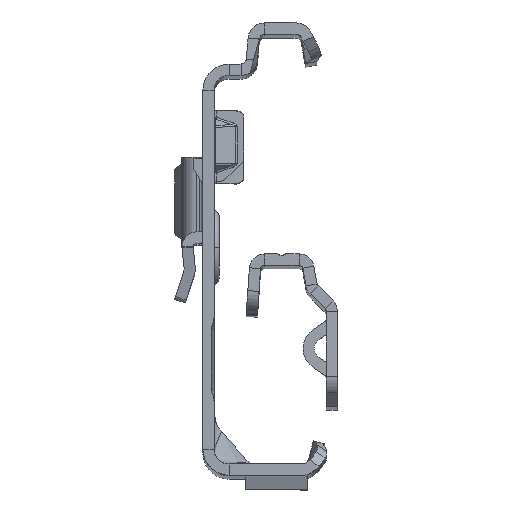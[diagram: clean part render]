
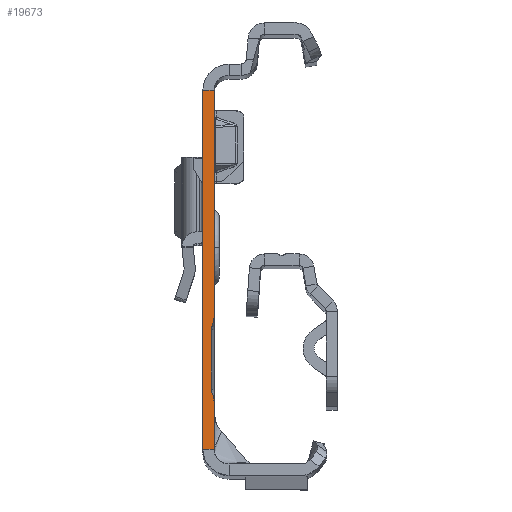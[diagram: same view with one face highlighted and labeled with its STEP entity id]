
A CAD part, top view. The second image highlights one B-rep face of the part: STEP entity #19673.
In plain terms, the highlighted planar face has unit normal (0, 0, 1).
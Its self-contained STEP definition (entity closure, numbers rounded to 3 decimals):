
#60 = AXIS2_PLACEMENT_3D ( 'NONE', #25449, #8469, #25329 ) ;
#200 = CARTESIAN_POINT ( 'NONE',  ( 0., -25.865, 0. ) ) ;
#396 = CARTESIAN_POINT ( 'NONE',  ( 0.6, -17.865, 0. ) ) ;
#537 = CIRCLE ( 'NONE', #60, 2.5 ) ;
#592 = EDGE_CURVE ( 'NONE', #15529, #21856, #8341, .T. ) ;
#780 = CARTESIAN_POINT ( 'NONE',  ( -0.234, -9.288, 0. ) ) ;
#796 = DIRECTION ( 'NONE',  ( 0., 0., 1. ) ) ;
#1005 = ORIENTED_EDGE ( 'NONE', *, *, #14874, .T. ) ;
#1490 = ORIENTED_EDGE ( 'NONE', *, *, #8094, .F. ) ;
#1827 = VECTOR ( 'NONE', #17811, 1000. ) ;
#1859 = CARTESIAN_POINT ( 'NONE',  ( -1.5, -25.865, 0. ) ) ;
#2856 = DIRECTION ( 'NONE',  ( 0., -1., 0. ) ) ;
#3055 = ORIENTED_EDGE ( 'NONE', *, *, #20168, .F. ) ;
#3276 = CARTESIAN_POINT ( 'NONE',  ( 0., -8.231, 0. ) ) ;
#3460 = EDGE_CURVE ( 'NONE', #26258, #11764, #21451, .T. ) ;
#3672 = VERTEX_POINT ( 'NONE', #18470 ) ;
#3908 = CARTESIAN_POINT ( 'NONE',  ( 0., -25.865, 0. ) ) ;
#4020 = VECTOR ( 'NONE', #17342, 1000. ) ;
#4411 = EDGE_CURVE ( 'NONE', #17024, #13667, #16543, .T. ) ;
#5167 = LINE ( 'NONE', #9082, #4020 ) ;
#6192 = EDGE_CURVE ( 'NONE', #8870, #10728, #25088, .T. ) ;
#6725 = VERTEX_POINT ( 'NONE', #11816 ) ;
#7072 = VECTOR ( 'NONE', #21710, 1000. ) ;
#7260 = ORIENTED_EDGE ( 'NONE', *, *, #15559, .F. ) ;
#7600 = CARTESIAN_POINT ( 'NONE',  ( -0.234, -9.288, 0. ) ) ;
#7961 = DIRECTION ( 'NONE',  ( 0., 0., -1. ) ) ;
#8094 = EDGE_CURVE ( 'NONE', #11764, #3672, #14839, .T. ) ;
#8311 = CARTESIAN_POINT ( 'NONE',  ( -1.5, 24.135, 0. ) ) ;
#8341 = CIRCLE ( 'NONE', #20921, 2.5 ) ;
#8469 = DIRECTION ( 'NONE',  ( 0., 0., -1. ) ) ;
#8767 = AXIS2_PLACEMENT_3D ( 'NONE', #15399, #11737, #19443 ) ;
#8870 = VERTEX_POINT ( 'NONE', #13404 ) ;
#9082 = CARTESIAN_POINT ( 'NONE',  ( -0.234, -18.442, 0. ) ) ;
#9288 = LINE ( 'NONE', #25762, #7072 ) ;
#9376 = DIRECTION ( 'NONE',  ( -1., 0., 0. ) ) ;
#9483 = EDGE_CURVE ( 'NONE', #3672, #15529, #5167, .T. ) ;
#9630 = VECTOR ( 'NONE', #18702, 1000. ) ;
#9843 = CARTESIAN_POINT ( 'NONE',  ( -2.5, -19.499, 0. ) ) ;
#10728 = VERTEX_POINT ( 'NONE', #17903 ) ;
#11626 = CARTESIAN_POINT ( 'NONE',  ( -0.234, -18.442, 0. ) ) ;
#11737 = DIRECTION ( 'NONE',  ( 0., 0., 1. ) ) ;
#11764 = VERTEX_POINT ( 'NONE', #20656 ) ;
#11816 = CARTESIAN_POINT ( 'NONE',  ( -0.306, -9.443, 0. ) ) ;
#12037 = DIRECTION ( 'NONE',  ( -0.423, -0.906, 0. ) ) ;
#12677 = ORIENTED_EDGE ( 'NONE', *, *, #18747, .F. ) ;
#13404 = CARTESIAN_POINT ( 'NONE',  ( 0., 22.135, 0. ) ) ;
#13574 = DIRECTION ( 'NONE',  ( 0., 0., 1. ) ) ;
#13667 = VERTEX_POINT ( 'NONE', #1859 ) ;
#14405 = AXIS2_PLACEMENT_3D ( 'NONE', #396, #796, #16873 ) ;
#14446 = VECTOR ( 'NONE', #24842, 1000. ) ;
#14839 = CIRCLE ( 'NONE', #14405, 1. ) ;
#14874 = EDGE_CURVE ( 'NONE', #10728, #13667, #22006, .T. ) ;
#15114 = ORIENTED_EDGE ( 'NONE', *, *, #9483, .F. ) ;
#15399 = CARTESIAN_POINT ( 'NONE',  ( -1.5, 24.135, 0. ) ) ;
#15423 = ORIENTED_EDGE ( 'NONE', *, *, #6192, .T. ) ;
#15481 = VERTEX_POINT ( 'NONE', #3276 ) ;
#15529 = VERTEX_POINT ( 'NONE', #11626 ) ;
#15559 = EDGE_CURVE ( 'NONE', #17245, #6725, #19888, .T. ) ;
#15929 = FACE_OUTER_BOUND ( 'NONE', #21495, .T. ) ;
#16209 = DIRECTION ( 'NONE',  ( 1., 0., 0. ) ) ;
#16262 = ORIENTED_EDGE ( 'NONE', *, *, #592, .F. ) ;
#16288 = DIRECTION ( 'NONE',  ( 0., -1., 0. ) ) ;
#16543 = LINE ( 'NONE', #200, #9630 ) ;
#16873 = DIRECTION ( 'NONE',  ( 1., 0., 0. ) ) ;
#17024 = VERTEX_POINT ( 'NONE', #3908 ) ;
#17137 = CARTESIAN_POINT ( 'NONE',  ( 0., 22.135, 0. ) ) ;
#17245 = VERTEX_POINT ( 'NONE', #780 ) ;
#17342 = DIRECTION ( 'NONE',  ( 0.423, -0.906, 0. ) ) ;
#17444 = CARTESIAN_POINT ( 'NONE',  ( -0.4, -9.865, 0. ) ) ;
#17684 = EDGE_CURVE ( 'NONE', #15481, #17245, #537, .T. ) ;
#17734 = VECTOR ( 'NONE', #12037, 1000. ) ;
#17811 = DIRECTION ( 'NONE',  ( 0., -1., 0. ) ) ;
#17903 = CARTESIAN_POINT ( 'NONE',  ( -1.5, 22.135, 0. ) ) ;
#18470 = CARTESIAN_POINT ( 'NONE',  ( -0.306, -18.288, 0. ) ) ;
#18702 = DIRECTION ( 'NONE',  ( -1., 0., 0. ) ) ;
#18747 = EDGE_CURVE ( 'NONE', #6725, #26258, #21677, .T. ) ;
#18937 = CARTESIAN_POINT ( 'NONE',  ( 0., 24.135, 0. ) ) ;
#19079 = CARTESIAN_POINT ( 'NONE',  ( 0., -19.499, 0. ) ) ;
#19443 = DIRECTION ( 'NONE',  ( 0., -1., 0. ) ) ;
#19673 = ADVANCED_FACE ( 'NONE', ( #15929 ), #19868, .T. ) ;
#19868 = PLANE ( 'NONE',  #8767 ) ;
#19888 = LINE ( 'NONE', #7600, #17734 ) ;
#20168 = EDGE_CURVE ( 'NONE', #8870, #15481, #9288, .T. ) ;
#20656 = CARTESIAN_POINT ( 'NONE',  ( -0.4, -17.865, 0. ) ) ;
#20921 = AXIS2_PLACEMENT_3D ( 'NONE', #9843, #7961, #16209 ) ;
#21213 = LINE ( 'NONE', #18937, #21462 ) ;
#21451 = LINE ( 'NONE', #21869, #1827 ) ;
#21462 = VECTOR ( 'NONE', #2856, 1000. ) ;
#21495 = EDGE_LOOP ( 'NONE', ( #24764, #3055, #15423, #1005, #24298, #24085, #16262, #15114, #1490, #24145, #12677, #7260 ) ) ;
#21677 = CIRCLE ( 'NONE', #25556, 1. ) ;
#21710 = DIRECTION ( 'NONE',  ( 0., -1., 0. ) ) ;
#21856 = VERTEX_POINT ( 'NONE', #19079 ) ;
#21869 = CARTESIAN_POINT ( 'NONE',  ( -0.4, -9.865, 0. ) ) ;
#22006 = LINE ( 'NONE', #8311, #23353 ) ;
#23353 = VECTOR ( 'NONE', #16288, 1000. ) ;
#24085 = ORIENTED_EDGE ( 'NONE', *, *, #25182, .F. ) ;
#24145 = ORIENTED_EDGE ( 'NONE', *, *, #3460, .F. ) ;
#24298 = ORIENTED_EDGE ( 'NONE', *, *, #4411, .F. ) ;
#24764 = ORIENTED_EDGE ( 'NONE', *, *, #17684, .F. ) ;
#24842 = DIRECTION ( 'NONE',  ( -1., 0., 0. ) ) ;
#25088 = LINE ( 'NONE', #17137, #14446 ) ;
#25182 = EDGE_CURVE ( 'NONE', #21856, #17024, #21213, .T. ) ;
#25329 = DIRECTION ( 'NONE',  ( -1., 0., 0. ) ) ;
#25449 = CARTESIAN_POINT ( 'NONE',  ( -2.5, -8.231, 0. ) ) ;
#25556 = AXIS2_PLACEMENT_3D ( 'NONE', #25847, #13574, #9376 ) ;
#25762 = CARTESIAN_POINT ( 'NONE',  ( 0., 24.135, 0. ) ) ;
#25847 = CARTESIAN_POINT ( 'NONE',  ( 0.6, -9.865, 0. ) ) ;
#26258 = VERTEX_POINT ( 'NONE', #17444 ) ;
